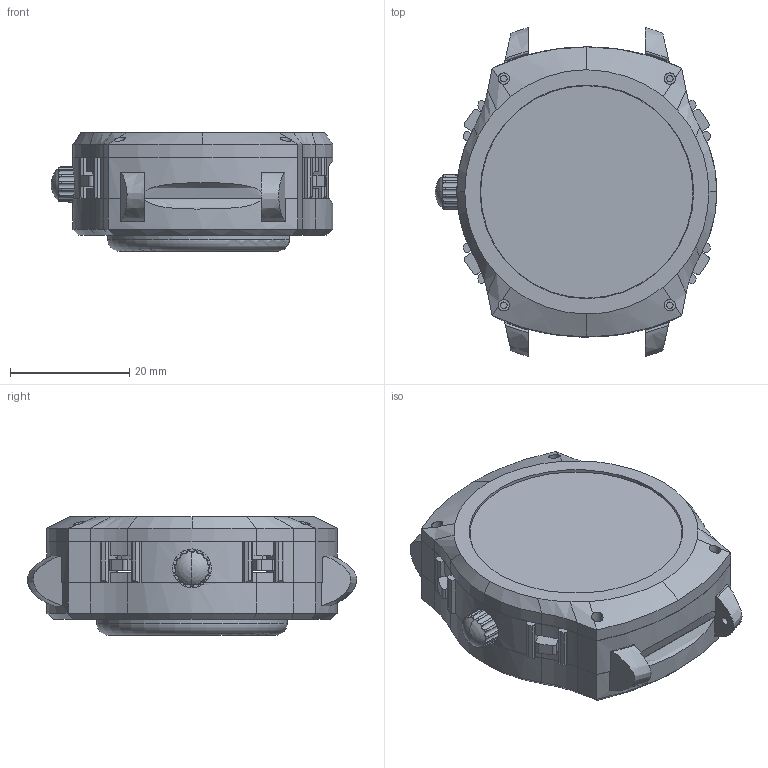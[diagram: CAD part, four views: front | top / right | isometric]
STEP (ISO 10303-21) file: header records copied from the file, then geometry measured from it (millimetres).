
FILE_DESCRIPTION((''),'2;1');
FILE_NAME('T-WATCH-2021_V2_ASM','2023-01-06T15:24:36',('HR'),(''),'CREO PARAMETRIC BY PTC INC, 2019010','CREO PARAMETRIC BY PTC INC, 2019010','');
FILE_SCHEMA(('AUTOMOTIVE_DESIGN { 1 0 10303 214 1 1 1 1 }'));
Length unit declared in the file: millimetre
Products named in the file (14): 089_T-WATCH-21_COVA; 2_1; 090_T-WATCH-21_COVB; 091_T-WATCH-21_COVC; 5_8_1; 092_T-WATCH-21_COVD; 5_8_ASM; 6_1; 093_T-WATCH-21_COVE; 8_1; 094_T-WATCH-21_COVF; 10_1; PINGM_2; T-WATCH-2021_V2_ASM
Assembly tree (13 placements, depth 3):
  T-WATCH-2021_V2_ASM
    089_T-WATCH-21_COVA
    2_1
    090_T-WATCH-21_COVB
    091_T-WATCH-21_COVC
    5_8_ASM
      5_8_1
      092_T-WATCH-21_COVD
    6_1
    093_T-WATCH-21_COVE
    8_1
    094_T-WATCH-21_COVF
    10_1
    PINGM_2
Bounding box: 47.31 x 55.35 x 19.89 mm (x, y, z)
Volume: 16205.4 mm3; surface area: 22327.9 mm2
Topology: 10 solids, 14 shells, 932 faces, 2649 edges, 1778 vertices
Faces by surface type: plane 539, cylinder 268, cone 62, bspline 29, torus 22, extrusion 10, sphere 2
Entity records: 38731 total; most frequent: CARTESIAN_POINT 8154, ORIENTED_EDGE 5294, DIRECTION 5032, EDGE_CURVE 2647, VERTEX_POINT 1778, PRESENTATION_STYLE_ASSIGNMENT 1767, STYLED_ITEM 1767, CURVE_STYLE 1762
